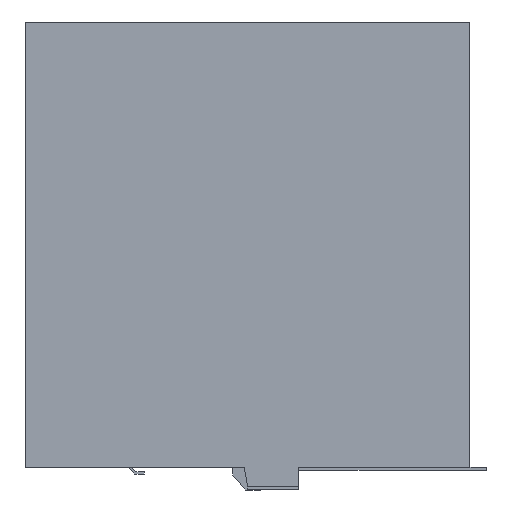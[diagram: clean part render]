
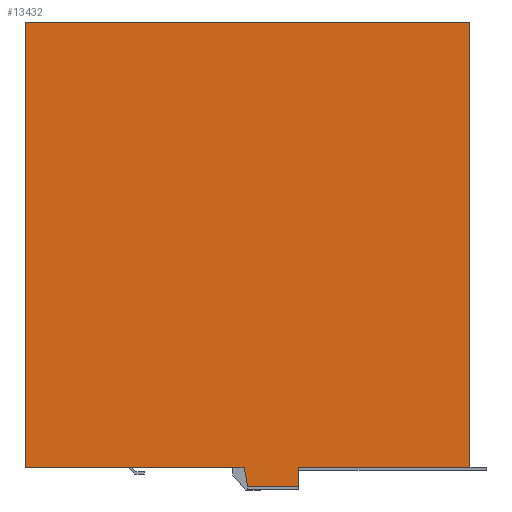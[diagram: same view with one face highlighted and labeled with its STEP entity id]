
A CAD part, left-side view. The second image highlights one B-rep face of the part: STEP entity #13432.
In plain terms, the highlighted planar face has unit normal (-1, 0, 0).
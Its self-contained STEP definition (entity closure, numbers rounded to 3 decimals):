
#790 = EDGE_CURVE ( 'NONE', #18578, #6979, #8497, .T. ) ;
#902 = EDGE_CURVE ( 'NONE', #7440, #18060, #8240, .T. ) ;
#1770 = VECTOR ( 'NONE', #16075, 1000. ) ;
#2482 = DIRECTION ( 'NONE',  ( 0., 0., 1. ) ) ;
#2839 = EDGE_LOOP ( 'NONE', ( #15065, #6550, #16856, #5658, #6420, #15014, #12341, #18743, #3370, #9224 ) ) ;
#2852 = CARTESIAN_POINT ( 'NONE',  ( -22.5, -69.9, -70. ) ) ;
#2860 = CARTESIAN_POINT ( 'NONE',  ( -22.5, -16.1, -70. ) ) ;
#3199 = VECTOR ( 'NONE', #17070, 1000. ) ;
#3370 = ORIENTED_EDGE ( 'NONE', *, *, #5615, .T. ) ;
#3531 = CARTESIAN_POINT ( 'NONE',  ( -22.5, -15.9, 0. ) ) ;
#4058 = CARTESIAN_POINT ( 'NONE',  ( -22.5, -16.1, -70. ) ) ;
#4466 = DIRECTION ( 'NONE',  ( 0., -1., 0. ) ) ;
#4552 = LINE ( 'NONE', #2860, #6662 ) ;
#5037 = PLANE ( 'NONE',  #14537 ) ;
#5363 = VERTEX_POINT ( 'NONE', #17272 ) ;
#5615 = EDGE_CURVE ( 'NONE', #9941, #18060, #12386, .T. ) ;
#5658 = ORIENTED_EDGE ( 'NONE', *, *, #5996, .F. ) ;
#5705 = CARTESIAN_POINT ( 'NONE',  ( -22.5, 69.9, -70. ) ) ;
#5977 = VERTEX_POINT ( 'NONE', #15703 ) ;
#5996 = EDGE_CURVE ( 'NONE', #5363, #13767, #20466, .T. ) ;
#6420 = ORIENTED_EDGE ( 'NONE', *, *, #7447, .F. ) ;
#6424 = VECTOR ( 'NONE', #8411, 1000. ) ;
#6459 = CARTESIAN_POINT ( 'NONE',  ( -22.5, -16.1, -77. ) ) ;
#6540 = EDGE_CURVE ( 'NONE', #18615, #14884, #15179, .T. ) ;
#6550 = ORIENTED_EDGE ( 'NONE', *, *, #790, .T. ) ;
#6662 = VECTOR ( 'NONE', #20096, 1000. ) ;
#6950 = EDGE_CURVE ( 'NONE', #9941, #18615, #7172, .T. ) ;
#6979 = VERTEX_POINT ( 'NONE', #17140 ) ;
#7172 = LINE ( 'NONE', #2852, #3199 ) ;
#7175 = LINE ( 'NONE', #7360, #12407 ) ;
#7360 = CARTESIAN_POINT ( 'NONE',  ( -22.5, -69.9, 70. ) ) ;
#7440 = VERTEX_POINT ( 'NONE', #9044 ) ;
#7447 = EDGE_CURVE ( 'NONE', #5977, #5363, #7175, .T. ) ;
#8240 = LINE ( 'NONE', #16784, #12455 ) ;
#8411 = DIRECTION ( 'NONE',  ( 0., -0.174, -0.985 ) ) ;
#8497 = LINE ( 'NONE', #6459, #1770 ) ;
#9044 = CARTESIAN_POINT ( 'NONE',  ( -22.5, -15.9, -76.2 ) ) ;
#9224 = ORIENTED_EDGE ( 'NONE', *, *, #902, .F. ) ;
#9445 = EDGE_CURVE ( 'NONE', #6979, #13767, #4552, .T. ) ;
#9941 = VERTEX_POINT ( 'NONE', #18675 ) ;
#11036 = DIRECTION ( 'NONE',  ( 0., 1., 0. ) ) ;
#11178 = VECTOR ( 'NONE', #2482, 1000. ) ;
#11504 = DIRECTION ( 'NONE',  ( 0., 0., 1. ) ) ;
#12027 = DIRECTION ( 'NONE',  ( 0., 1., 0. ) ) ;
#12341 = ORIENTED_EDGE ( 'NONE', *, *, #6540, .F. ) ;
#12386 = LINE ( 'NONE', #14683, #6424 ) ;
#12407 = VECTOR ( 'NONE', #17051, 1000. ) ;
#12455 = VECTOR ( 'NONE', #12027, 1000. ) ;
#13288 = CARTESIAN_POINT ( 'NONE',  ( -22.5, -15.9, -77. ) ) ;
#13412 = LINE ( 'NONE', #3531, #11178 ) ;
#13432 = ADVANCED_FACE ( 'NONE', ( #15310 ), #5037, .T. ) ;
#13737 = CARTESIAN_POINT ( 'NONE',  ( -22.5, 69.9, 70. ) ) ;
#13767 = VERTEX_POINT ( 'NONE', #4058 ) ;
#14060 = CARTESIAN_POINT ( 'NONE',  ( -22.5, -69.9, 70. ) ) ;
#14226 = CARTESIAN_POINT ( 'NONE',  ( -22.5, 69.9, 70. ) ) ;
#14537 = AXIS2_PLACEMENT_3D ( 'NONE', #16189, #14779, #19338 ) ;
#14683 = CARTESIAN_POINT ( 'NONE',  ( -22.5, -0.134, -77. ) ) ;
#14779 = DIRECTION ( 'NONE',  ( -1., 0., 0. ) ) ;
#14884 = VERTEX_POINT ( 'NONE', #13737 ) ;
#15014 = ORIENTED_EDGE ( 'NONE', *, *, #16421, .F. ) ;
#15065 = ORIENTED_EDGE ( 'NONE', *, *, #17334, .F. ) ;
#15179 = LINE ( 'NONE', #14226, #15934 ) ;
#15242 = VECTOR ( 'NONE', #4466, 1000. ) ;
#15310 = FACE_OUTER_BOUND ( 'NONE', #2839, .T. ) ;
#15703 = CARTESIAN_POINT ( 'NONE',  ( -22.5, -69.9, 70. ) ) ;
#15934 = VECTOR ( 'NONE', #11504, 1000. ) ;
#15996 = LINE ( 'NONE', #14060, #15242 ) ;
#16075 = DIRECTION ( 'NONE',  ( 0., -1., 0. ) ) ;
#16189 = CARTESIAN_POINT ( 'NONE',  ( -22.5, 0., 0. ) ) ;
#16421 = EDGE_CURVE ( 'NONE', #14884, #5977, #15996, .T. ) ;
#16784 = CARTESIAN_POINT ( 'NONE',  ( -22.5, 0., -76.2 ) ) ;
#16856 = ORIENTED_EDGE ( 'NONE', *, *, #9445, .T. ) ;
#17051 = DIRECTION ( 'NONE',  ( 0., 0., -1. ) ) ;
#17070 = DIRECTION ( 'NONE',  ( 0., 1., 0. ) ) ;
#17140 = CARTESIAN_POINT ( 'NONE',  ( -22.5, -16.1, -77. ) ) ;
#17220 = CARTESIAN_POINT ( 'NONE',  ( -22.5, 0.007, -76.2 ) ) ;
#17272 = CARTESIAN_POINT ( 'NONE',  ( -22.5, -69.9, -70. ) ) ;
#17334 = EDGE_CURVE ( 'NONE', #18578, #7440, #13412, .T. ) ;
#18060 = VERTEX_POINT ( 'NONE', #17220 ) ;
#18578 = VERTEX_POINT ( 'NONE', #13288 ) ;
#18615 = VERTEX_POINT ( 'NONE', #5705 ) ;
#18675 = CARTESIAN_POINT ( 'NONE',  ( -22.5, 1.1, -70. ) ) ;
#18743 = ORIENTED_EDGE ( 'NONE', *, *, #6950, .F. ) ;
#19338 = DIRECTION ( 'NONE',  ( 0., 0., 1. ) ) ;
#20096 = DIRECTION ( 'NONE',  ( 0., 0., 1. ) ) ;
#20466 = LINE ( 'NONE', #20534, #20686 ) ;
#20534 = CARTESIAN_POINT ( 'NONE',  ( -22.5, -69.9, -70. ) ) ;
#20686 = VECTOR ( 'NONE', #11036, 1000. ) ;
